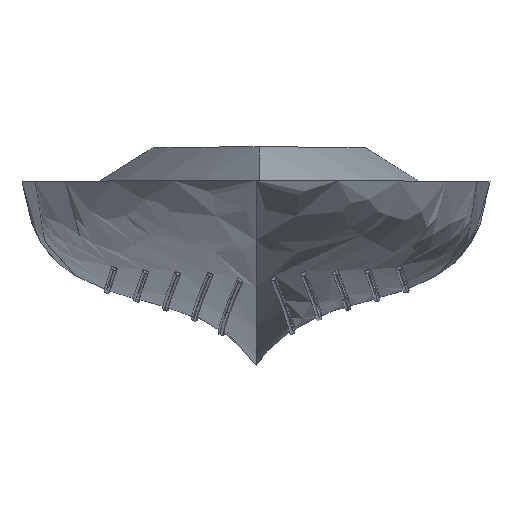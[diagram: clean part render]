
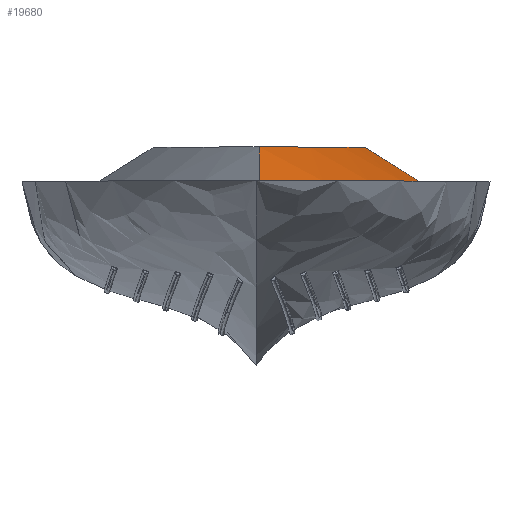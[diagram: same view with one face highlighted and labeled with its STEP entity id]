
A CAD part, top view. The second image highlights one B-rep face of the part: STEP entity #19680.
In plain terms, the highlighted free-form (B-spline) face has degree [1, 3] with [3, 8] control points.
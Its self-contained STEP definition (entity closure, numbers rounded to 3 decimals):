
#41 = CARTESIAN_POINT ( 'NONE',  ( 31.268, 13.502, 157.888 ) ) ;
#171 = CARTESIAN_POINT ( 'NONE',  ( 16.304, 11.242, 257.22 ) ) ;
#491 = CARTESIAN_POINT ( 'NONE',  ( 35.941, 11.242, 143.163 ) ) ;
#1568 = CARTESIAN_POINT ( 'NONE',  ( 18.414, 0., 304.795 ) ) ;
#1731 = CARTESIAN_POINT ( 'NONE',  ( 30.577, 0., 273.929 ) ) ;
#2220 = EDGE_CURVE ( 'NONE', #22690, #22318, #5531, .T. ) ;
#3610 = CARTESIAN_POINT ( 'NONE',  ( 49.191, 2.975, 143.359 ) ) ;
#4616 = ORIENTED_EDGE ( 'NONE', *, *, #2220, .F. ) ;
#5040 = CARTESIAN_POINT ( 'NONE',  ( 1.03, 11.242, 295.188 ) ) ;
#5221 = CARTESIAN_POINT ( 'NONE',  ( 54.795, -0.523, 143.487 ) ) ;
#5531 = B_SPLINE_CURVE_WITH_KNOTS ( 'NONE', 3,
 ( #6181, #30684, #18062, #30376, #6029, #23250, #16105, #3610, #27950, #5720 ),
 .UNSPECIFIED., .F., .F.,
 ( 4, 3, 3, 4 ),
 ( 0., 0.006, 0.013, 0.021 ),
 .UNSPECIFIED. ) ;
#5720 = CARTESIAN_POINT ( 'NONE',  ( 53.96, 0., 143.427 ) ) ;
#6029 = CARTESIAN_POINT ( 'NONE',  ( 43.185, 6.723, 143.271 ) ) ;
#6181 = CARTESIAN_POINT ( 'NONE',  ( 35.941, 11.242, 143.163 ) ) ;
#6429 = ORIENTED_EDGE ( 'NONE', *, *, #29769, .T. ) ;
#6745 = CARTESIAN_POINT ( 'NONE',  ( 1.03, 0., 333.51 ) ) ;
#6794 = ORIENTED_EDGE ( 'NONE', *, *, #26608, .T. ) ;
#7608 = CARTESIAN_POINT ( 'NONE',  ( 33.178, 11.242, 174.511 ) ) ;
#7903 = VERTEX_POINT ( 'NONE', #28365 ) ;
#7964 = CARTESIAN_POINT ( 'NONE',  ( 52.808, -0.012, 159.876 ) ) ;
#8124 = CARTESIAN_POINT ( 'NONE',  ( -17.455, 13.502, 322.319 ) ) ;
#8137 = EDGE_LOOP ( 'NONE', ( #6794, #4616, #12527, #6429 ) ) ;
#9276 = B_SPLINE_CURVE_WITH_KNOTS ( 'NONE', 3,
 ( #19834, #12182, #31966, #31649 ),
 .UNSPECIFIED., .F., .F.,
 ( 4, 4 ),
 ( 0., 0.04 ),
 .UNSPECIFIED. ) ;
#9725 = VERTEX_POINT ( 'NONE', #31130 ) ;
#9935 = CARTESIAN_POINT ( 'NONE',  ( 43.931, -0.523, 225.456 ) ) ;
#10092 = CARTESIAN_POINT ( 'NONE',  ( 30.595, -0.012, 273.935 ) ) ;
#10418 = CARTESIAN_POINT ( 'NONE',  ( 46.287, -0.012, 208.989 ) ) ;
#10570 = CARTESIAN_POINT ( 'NONE',  ( 53.979, -0.012, 143.428 ) ) ;
#11629 = CARTESIAN_POINT ( 'NONE',  ( 43.112, 0., 225.28 ) ) ;
#11641 = CARTESIAN_POINT ( 'NONE',  ( 53.96, 0., 143.427 ) ) ;
#12015 = CARTESIAN_POINT ( 'NONE',  ( 28.548, 11.242, 205.826 ) ) ;
#12182 = CARTESIAN_POINT ( 'NONE',  ( 1.03, 7.868, 308.068 ) ) ;
#12527 = ORIENTED_EDGE ( 'NONE', *, *, #27131, .F. ) ;
#13000 = CARTESIAN_POINT ( 'NONE',  ( 31.371, -0.523, 274.204 ) ) ;
#14955 = CARTESIAN_POINT ( 'NONE',  ( 32.406, 13.502, 141.893 ) ) ;
#15855 = B_SPLINE_CURVE_WITH_KNOTS ( 'NONE', 3,
 ( #5040, #24832, #171, #29840, #12015, #7608, #21943, #491 ),
 .UNSPECIFIED., .F., .F.,
 ( 4, 2, 2, 4 ),
 ( 0., 0.062, 0.11, 0.157 ),
 .UNSPECIFIED. ) ;
#16105 = CARTESIAN_POINT ( 'NONE',  ( 46.807, 4.463, 143.324 ) ) ;
#16674 = CARTESIAN_POINT ( 'NONE',  ( 46.268, 0., 208.985 ) ) ;
#16924 = CARTESIAN_POINT ( 'NONE',  ( 1.747, -0.523, 333.944 ) ) ;
#18062 = CARTESIAN_POINT ( 'NONE',  ( 39.563, 8.982, 143.217 ) ) ;
#18305 = B_SPLINE_CURVE_WITH_KNOTS ( 'NONE', 3,
 ( #6745, #1568, #1731, #11629, #16674, #19886, #28821, #21230 ),
 .UNSPECIFIED., .F., .F.,
 ( 4, 2, 2, 4 ),
 ( 0., 0.5, 0.75, 1. ),
 .UNSPECIFIED. ) ;
#19680 = ADVANCED_FACE ( 'NONE', ( #31665 ), #28169, .F. ) ;
#19834 = CARTESIAN_POINT ( 'NONE',  ( 1.03, 11.242, 295.188 ) ) ;
#19851 = CARTESIAN_POINT ( 'NONE',  ( 19.179, -0.523, 305.15 ) ) ;
#19886 = CARTESIAN_POINT ( 'NONE',  ( 51.103, 0., 176.282 ) ) ;
#20334 = CARTESIAN_POINT ( 'NONE',  ( 21.969, 13.502, 220.734 ) ) ;
#20488 = CARTESIAN_POINT ( 'NONE',  ( 51.122, -0.012, 176.284 ) ) ;
#21230 = CARTESIAN_POINT ( 'NONE',  ( 53.96, 0., 143.427 ) ) ;
#21943 = CARTESIAN_POINT ( 'NONE',  ( 34.801, 11.242, 158.891 ) ) ;
#22318 = VERTEX_POINT ( 'NONE', #11641 ) ;
#22690 = VERTEX_POINT ( 'NONE', #22952 ) ;
#22750 = CARTESIAN_POINT ( 'NONE',  ( -1.316, 13.502, 295.662 ) ) ;
#22914 = CARTESIAN_POINT ( 'NONE',  ( 29.633, 13.502, 173.755 ) ) ;
#22952 = CARTESIAN_POINT ( 'NONE',  ( 35.941, 11.242, 143.163 ) ) ;
#23250 = CARTESIAN_POINT ( 'NONE',  ( 44.996, 5.593, 143.297 ) ) ;
#24698 = CARTESIAN_POINT ( 'NONE',  ( 53.624, -0.523, 159.951 ) ) ;
#24832 = CARTESIAN_POINT ( 'NONE',  ( 9.594, 11.242, 276.64 ) ) ;
#25175 = CARTESIAN_POINT ( 'NONE',  ( 47.093, -0.523, 209.132 ) ) ;
#26608 = EDGE_CURVE ( 'NONE', #7903, #22318, #18305, .T. ) ;
#27131 = EDGE_CURVE ( 'NONE', #9725, #22690, #15855, .T. ) ;
#27608 = CARTESIAN_POINT ( 'NONE',  ( 1.047, -0.012, 333.52 ) ) ;
#27765 = CARTESIAN_POINT ( 'NONE',  ( 10.088, 13.502, 266.848 ) ) ;
#27950 = CARTESIAN_POINT ( 'NONE',  ( 51.575, 1.488, 143.393 ) ) ;
#28169 = B_SPLINE_SURFACE_WITH_KNOTS ( 'NONE', 1, 3, ( 
 ( #16924, #19851, #13000, #9935, #25175, #30034, #24698, #5221 ),
 ( #27608, #29866, #10092, #29715, #10418, #20488, #7964, #10570 ),
 ( #8124, #22750, #27765, #20334, #30343, #22914, #41, #14955 ) ),
 .UNSPECIFIED., .F., .F., .F.,
 ( 2, 1, 2 ),
 ( 4, 2, 2, 4 ),
 ( -0.038, 0., 1. ),
 ( 0., 0.5, 0.75, 1. ),
 .UNSPECIFIED. ) ;
#28365 = CARTESIAN_POINT ( 'NONE',  ( 1.03, 0., 333.51 ) ) ;
#28821 = CARTESIAN_POINT ( 'NONE',  ( 52.789, 0., 159.874 ) ) ;
#29715 = CARTESIAN_POINT ( 'NONE',  ( 43.13, -0.012, 225.284 ) ) ;
#29769 = EDGE_CURVE ( 'NONE', #9725, #7903, #9276, .T. ) ;
#29840 = CARTESIAN_POINT ( 'NONE',  ( 25.508, 11.242, 221.495 ) ) ;
#29866 = CARTESIAN_POINT ( 'NONE',  ( 18.431, -0.012, 304.804 ) ) ;
#30034 = CARTESIAN_POINT ( 'NONE',  ( 51.935, -0.523, 176.38 ) ) ;
#30343 = CARTESIAN_POINT ( 'NONE',  ( 24.985, 13.502, 205.191 ) ) ;
#30376 = CARTESIAN_POINT ( 'NONE',  ( 41.374, 7.852, 143.244 ) ) ;
#30684 = CARTESIAN_POINT ( 'NONE',  ( 37.752, 10.112, 143.19 ) ) ;
#31130 = CARTESIAN_POINT ( 'NONE',  ( 1.03, 11.242, 295.188 ) ) ;
#31649 = CARTESIAN_POINT ( 'NONE',  ( 1.03, 0., 333.51 ) ) ;
#31665 = FACE_OUTER_BOUND ( 'NONE', #8137, .T. ) ;
#31966 = CARTESIAN_POINT ( 'NONE',  ( 1.03, 4.099, 320.842 ) ) ;
